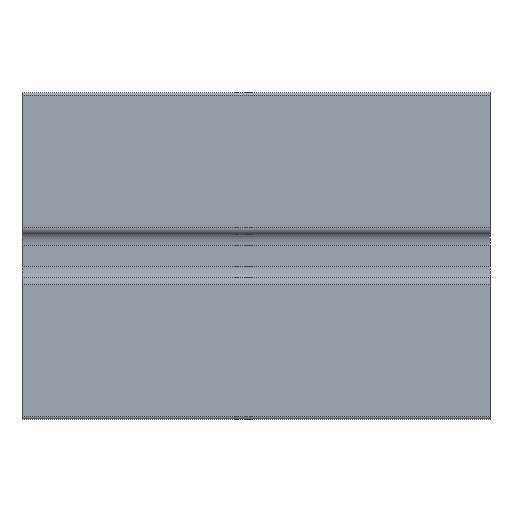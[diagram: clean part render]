
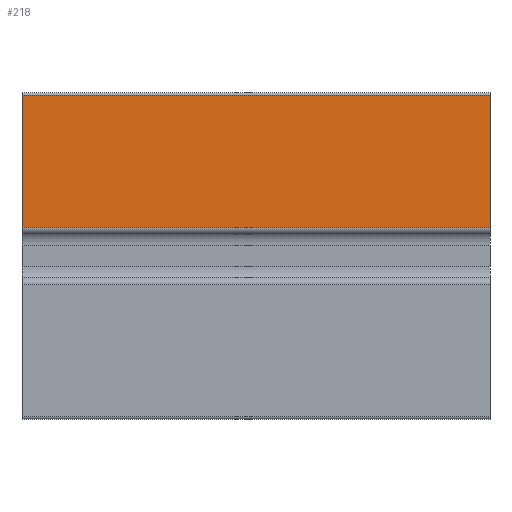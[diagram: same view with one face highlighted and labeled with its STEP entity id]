
A CAD part, left-side view. The second image highlights one B-rep face of the part: STEP entity #218.
In plain terms, the highlighted planar face has unit normal (-1, 0, 0).
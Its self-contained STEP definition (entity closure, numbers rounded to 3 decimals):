
#218 = ADVANCED_FACE( '', ( #611 ), #612, .F. );
#611 = FACE_OUTER_BOUND( '', #1184, .T. );
#612 = PLANE( '', #1185 );
#1184 = EDGE_LOOP( '', ( #1771, #1772, #1773, #1774 ) );
#1185 = AXIS2_PLACEMENT_3D( '', #1775, #1776, #1777 );
#1771 = ORIENTED_EDGE( '', *, *, #3607, .T. );
#1772 = ORIENTED_EDGE( '', *, *, #3608, .F. );
#1773 = ORIENTED_EDGE( '', *, *, #3609, .F. );
#1774 = ORIENTED_EDGE( '', *, *, #3610, .T. );
#1775 = CARTESIAN_POINT( '', ( -16., 100., 34.35 ) );
#1776 = DIRECTION( '', ( 1., 0., 0. ) );
#1777 = DIRECTION( '', ( 0., 0., -1. ) );
#3607 = EDGE_CURVE( '', #4361, #4362, #4363, .T. );
#3608 = EDGE_CURVE( '', #4364, #4362, #4365, .T. );
#3609 = EDGE_CURVE( '', #4366, #4364, #4367, .T. );
#3610 = EDGE_CURVE( '', #4366, #4361, #4368, .T. );
#4361 = VERTEX_POINT( '', #5481 );
#4362 = VERTEX_POINT( '', #5482 );
#4363 = LINE( '', #5483, #5484 );
#4364 = VERTEX_POINT( '', #5485 );
#4365 = LINE( '', #5486, #5487 );
#4366 = VERTEX_POINT( '', #5488 );
#4367 = LINE( '', #5489, #5490 );
#4368 = LINE( '', #5491, #5492 );
#5481 = CARTESIAN_POINT( '', ( -16., 0., 6.1 ) );
#5482 = CARTESIAN_POINT( '', ( -16., 0., 34.35 ) );
#5483 = CARTESIAN_POINT( '', ( -16., 0., 34.35 ) );
#5484 = VECTOR( '', #6868, 1000. );
#5485 = CARTESIAN_POINT( '', ( -16., 100., 34.35 ) );
#5486 = CARTESIAN_POINT( '', ( -16., 100., 34.35 ) );
#5487 = VECTOR( '', #6869, 1000. );
#5488 = CARTESIAN_POINT( '', ( -16., 100., 6.1 ) );
#5489 = CARTESIAN_POINT( '', ( -16., 100., 34.35 ) );
#5490 = VECTOR( '', #6870, 1000. );
#5491 = CARTESIAN_POINT( '', ( -16., 100., 6.1 ) );
#5492 = VECTOR( '', #6871, 1000. );
#6868 = DIRECTION( '', ( 0., 0., 1. ) );
#6869 = DIRECTION( '', ( 0., -1., 0. ) );
#6870 = DIRECTION( '', ( 0., 0., 1. ) );
#6871 = DIRECTION( '', ( 0., -1., 0. ) );
